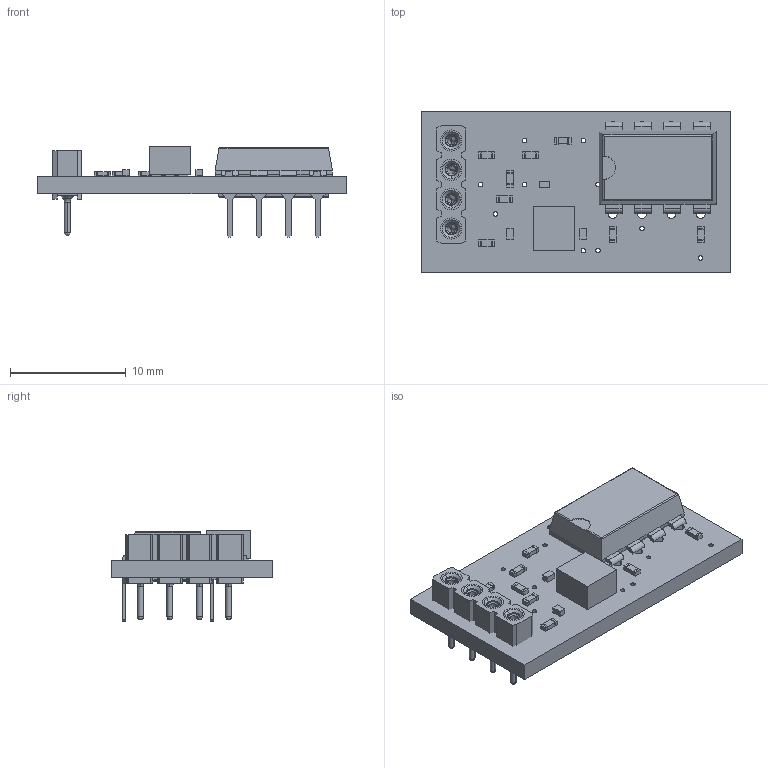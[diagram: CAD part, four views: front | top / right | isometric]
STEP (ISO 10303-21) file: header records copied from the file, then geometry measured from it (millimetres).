
FILE_DESCRIPTION(('PCB Model'),'2;1');
FILE_NAME('opAmp Project.STEP', '2018-10-25T09:28:47',('Suraj'),('Unspecified'), 'Open CASCADE STEP processor 6.8','Proteus','Unknown');
FILE_SCHEMA(('CONFIG_CONTROL_DESIGN','SHAPE_APPEARANCE_LAYER_MIM'));
Length unit declared in the file: millimetre
Products named in the file (31): Open CASCADE STEP translator 6.8 3; Layer_1; J1; Open CASCADE STEP translator 6.8 3.2.1; Body_1; R1; Open CASCADE STEP translator 6.8 3.3.1; Pin_1; Pin_2; R3; R8; R4; R2; R5; C1; Open CASCADE STEP translator 6.8 3.9.1; RV1; Open CASCADE STEP translator 6.8 3.10.1; Pin_3; R7; C2; R6; C3; U1; Open CASCADE STEP translator 6.8 3.15.1
Assembly tree (39 placements, depth 4):
  Open CASCADE STEP translator 6.8 3
    Layer_1
    J1
      Open CASCADE STEP translator 6.8 3.2.1
        Body_1
    R1
      Open CASCADE STEP translator 6.8 3.3.1
        Body_1
        Pin_1
        Pin_2
    R3
      Open CASCADE STEP translator 6.8 3.3.1
        Body_1
        Pin_1
        Pin_2
    R8
      Open CASCADE STEP translator 6.8 3.3.1
        Body_1
        Pin_1
        Pin_2
    R4
      Open CASCADE STEP translator 6.8 3.3.1
        Body_1
        Pin_1
        Pin_2
    R2
      Open CASCADE STEP translator 6.8 3.3.1
        Body_1
        Pin_1
        Pin_2
    R5
      Open CASCADE STEP translator 6.8 3.3.1
        Body_1
        Pin_1
        Pin_2
    C1
      Open CASCADE STEP translator 6.8 3.9.1
        Body_1
    RV1
      Open CASCADE STEP translator 6.8 3.10.1
        Body_1
        Pin_1
        Pin_2
        Pin_3
    R7
      Open CASCADE STEP translator 6.8 3.3.1
        Body_1
        Pin_1
        Pin_2
    C2
      Open CASCADE STEP translator 6.8 3.9.1
        Body_1
    R6
      Open CASCADE STEP translator 6.8 3.3.1
        Body_1
        Pin_1
        Pin_2
    C3
      Open CASCADE STEP translator 6.8 3.9.1
        Body_1
Bounding box: 26.67 x 13.97 x 7.84 mm (x, y, z)
Volume: 959.2 mm3; surface area: 1665.1 mm2
Topology: 34 solids, 34 shells, 576 faces, 1368 edges, 860 vertices
Faces by surface type: plane 377, cylinder 107, cone 80, torus 8, sphere 4
Entity records: 17651 total; most frequent: CARTESIAN_POINT 2314, DIRECTION 2304, ORIENTED_EDGE 2152, EDGE_CURVE 1076, AXIS2_PLACEMENT_3D 786, LINE 732, VECTOR 732, VERTEX_POINT 676
